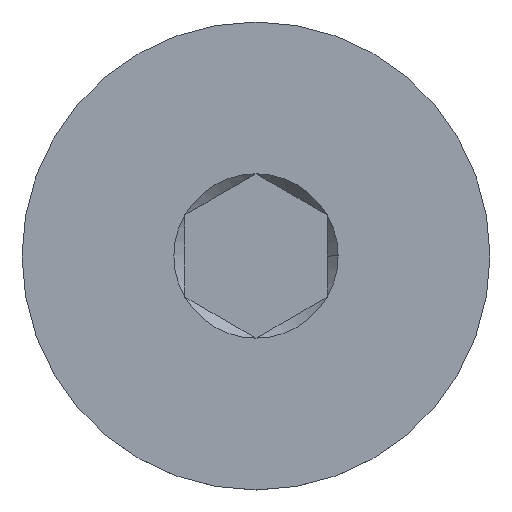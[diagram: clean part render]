
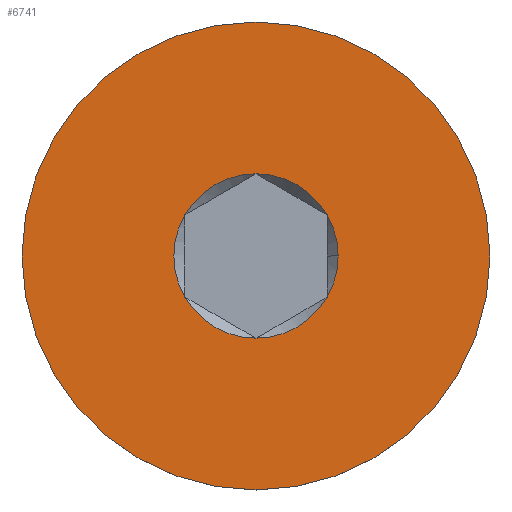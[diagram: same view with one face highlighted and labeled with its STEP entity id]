
A CAD part, top view. The second image highlights one B-rep face of the part: STEP entity #6741.
In plain terms, the highlighted planar face has unit normal (0, 0, 1).
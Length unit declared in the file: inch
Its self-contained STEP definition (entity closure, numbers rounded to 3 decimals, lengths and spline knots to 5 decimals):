
#2 = VERTEX_POINT ( 'NONE', #8680 ) ;
#435 = VERTEX_POINT ( 'NONE', #8683 ) ;
#806 = CIRCLE ( 'NONE', #1958, 0.07217 ) ;
#923 = CIRCLE ( 'NONE', #8756, 0.2055 ) ;
#941 = CIRCLE ( 'NONE', #8758, 0.2055 ) ;
#966 = CIRCLE ( 'NONE', #8763, 0.07217 ) ;
#971 = CIRCLE ( 'NONE', #8762, 0.07217 ) ;
#978 = CIRCLE ( 'NONE', #8765, 0.07217 ) ;
#1000 = CIRCLE ( 'NONE', #8769, 0.07217 ) ;
#1005 = CIRCLE ( 'NONE', #8771, 0.07217 ) ;
#1027 = CIRCLE ( 'NONE', #8773, 0.07217 ) ;
#1234 = FACE_BOUND ( 'NONE', #6839, .T. ) ;
#1238 = FACE_OUTER_BOUND ( 'NONE', #6813, .T. ) ;
#1958 = AXIS2_PLACEMENT_3D ( 'NONE', #8558, #8559, #8560 ) ;
#3320 = VERTEX_POINT ( 'NONE', #8677 ) ;
#3327 = VERTEX_POINT ( 'NONE', #8669 ) ;
#3968 = EDGE_CURVE ( 'NONE', #4312, #5945, #806, .T. ) ;
#3991 = VERTEX_POINT ( 'NONE', #5345 ) ;
#3992 = VERTEX_POINT ( 'NONE', #5353 ) ;
#4001 = VERTEX_POINT ( 'NONE', #5334 ) ;
#4192 = CARTESIAN_POINT ( 'NONE',  ( 0.0625, 0.03608, 0. ) ) ;
#4312 = VERTEX_POINT ( 'NONE', #5259 ) ;
#4545 = EDGE_CURVE ( 'NONE', #3320, #3327, #923, .T. ) ;
#4552 = EDGE_CURVE ( 'NONE', #3327, #3320, #941, .T. ) ;
#4566 = EDGE_CURVE ( 'NONE', #2, #435, #971, .T. ) ;
#4567 = EDGE_CURVE ( 'NONE', #435, #3992, #966, .T. ) ;
#4576 = EDGE_CURVE ( 'NONE', #5945, #2, #978, .T. ) ;
#4586 = EDGE_CURVE ( 'NONE', #3992, #4001, #1000, .T. ) ;
#4589 = EDGE_CURVE ( 'NONE', #3991, #4312, #1005, .T. ) ;
#4598 = EDGE_CURVE ( 'NONE', #4001, #3991, #1027, .T. ) ;
#4653 = DIRECTION ( 'NONE',  ( 0., 0., 1. ) ) ;
#4654 = CARTESIAN_POINT ( 'NONE',  ( 0., 0., 0. ) ) ;
#4902 = DIRECTION ( 'NONE',  ( 1., 0., 0. ) ) ;
#4905 = DIRECTION ( 'NONE',  ( 1., 0., 0. ) ) ;
#4906 = DIRECTION ( 'NONE',  ( 0., 0., 1. ) ) ;
#4907 = CARTESIAN_POINT ( 'NONE',  ( 0., 0., 0. ) ) ;
#4952 = DIRECTION ( 'NONE',  ( 1., 0., 0. ) ) ;
#4953 = DIRECTION ( 'NONE',  ( 0., 0., 1. ) ) ;
#4954 = CARTESIAN_POINT ( 'NONE',  ( 0., 0., 0. ) ) ;
#4964 = DIRECTION ( 'NONE',  ( 1., 0., 0. ) ) ;
#4965 = DIRECTION ( 'NONE',  ( 0., 0., 1. ) ) ;
#4966 = CARTESIAN_POINT ( 'NONE',  ( 0., 0., 0. ) ) ;
#4968 = DIRECTION ( 'NONE',  ( 1., 0., 0. ) ) ;
#4969 = DIRECTION ( 'NONE',  ( 0., 0., 1. ) ) ;
#4971 = CARTESIAN_POINT ( 'NONE',  ( 0., 0., 0. ) ) ;
#5063 = DIRECTION ( 'NONE',  ( 1., 0., 0. ) ) ;
#5064 = DIRECTION ( 'NONE',  ( 0., 0., 1. ) ) ;
#5065 = CARTESIAN_POINT ( 'NONE',  ( 0., 0., 0. ) ) ;
#5098 = DIRECTION ( 'NONE',  ( 0., -1., 0. ) ) ;
#5099 = DIRECTION ( 'NONE',  ( 0., 0., 1. ) ) ;
#5100 = CARTESIAN_POINT ( 'NONE',  ( 0., 0., 0. ) ) ;
#5144 = DIRECTION ( 'NONE',  ( 0., -1., 0. ) ) ;
#5146 = DIRECTION ( 'NONE',  ( 0., 0., 1. ) ) ;
#5147 = CARTESIAN_POINT ( 'NONE',  ( 0., 0., 0. ) ) ;
#5259 = CARTESIAN_POINT ( 'NONE',  ( 0.07217, 0., 0. ) ) ;
#5334 = CARTESIAN_POINT ( 'NONE',  ( 0., -0.07217, 0. ) ) ;
#5345 = CARTESIAN_POINT ( 'NONE',  ( 0.0625, -0.03608, 0. ) ) ;
#5353 = CARTESIAN_POINT ( 'NONE',  ( -0.0625, -0.03608, 0. ) ) ;
#5678 = ORIENTED_EDGE ( 'NONE', *, *, #4586, .F. ) ;
#5679 = ORIENTED_EDGE ( 'NONE', *, *, #4566, .F. ) ;
#5680 = ORIENTED_EDGE ( 'NONE', *, *, #4598, .F. ) ;
#5681 = ORIENTED_EDGE ( 'NONE', *, *, #4576, .F. ) ;
#5945 = VERTEX_POINT ( 'NONE', #4192 ) ;
#6074 = ORIENTED_EDGE ( 'NONE', *, *, #3968, .F. ) ;
#6301 = ORIENTED_EDGE ( 'NONE', *, *, #4545, .T. ) ;
#6302 = ORIENTED_EDGE ( 'NONE', *, *, #4589, .F. ) ;
#6369 = ORIENTED_EDGE ( 'NONE', *, *, #4552, .T. ) ;
#6374 = ORIENTED_EDGE ( 'NONE', *, *, #4567, .F. ) ;
#6741 = ADVANCED_FACE ( 'NONE', ( #1234, #1238 ), #8034, .F. ) ;
#6813 = EDGE_LOOP ( 'NONE', ( #6301, #6369 ) ) ;
#6839 = EDGE_LOOP ( 'NONE', ( #5679, #5681, #6074, #6302, #5680, #5678, #6374 ) ) ;
#8031 = CARTESIAN_POINT ( 'NONE',  ( 0., 0., 0. ) ) ;
#8034 = PLANE ( 'NONE',  #8799 ) ;
#8036 = DIRECTION ( 'NONE',  ( 0., 0., -1. ) ) ;
#8037 = DIRECTION ( 'NONE',  ( 0., 1., 0. ) ) ;
#8558 = CARTESIAN_POINT ( 'NONE',  ( 0., 0., 0. ) ) ;
#8559 = DIRECTION ( 'NONE',  ( 0., 0., 1. ) ) ;
#8560 = DIRECTION ( 'NONE',  ( 1., 0., 0. ) ) ;
#8669 = CARTESIAN_POINT ( 'NONE',  ( 0., 0.2055, 0. ) ) ;
#8677 = CARTESIAN_POINT ( 'NONE',  ( 0., -0.2055, 0. ) ) ;
#8680 = CARTESIAN_POINT ( 'NONE',  ( 0., 0.07217, 0. ) ) ;
#8683 = CARTESIAN_POINT ( 'NONE',  ( -0.0625, 0.03608, 0. ) ) ;
#8756 = AXIS2_PLACEMENT_3D ( 'NONE', #5147, #5146, #5144 ) ;
#8758 = AXIS2_PLACEMENT_3D ( 'NONE', #5100, #5099, #5098 ) ;
#8762 = AXIS2_PLACEMENT_3D ( 'NONE', #4654, #4653, #4902 ) ;
#8763 = AXIS2_PLACEMENT_3D ( 'NONE', #4971, #4969, #4968 ) ;
#8765 = AXIS2_PLACEMENT_3D ( 'NONE', #5065, #5064, #5063 ) ;
#8769 = AXIS2_PLACEMENT_3D ( 'NONE', #4966, #4965, #4964 ) ;
#8771 = AXIS2_PLACEMENT_3D ( 'NONE', #4954, #4953, #4952 ) ;
#8773 = AXIS2_PLACEMENT_3D ( 'NONE', #4907, #4906, #4905 ) ;
#8799 = AXIS2_PLACEMENT_3D ( 'NONE', #8031, #8036, #8037 ) ;
